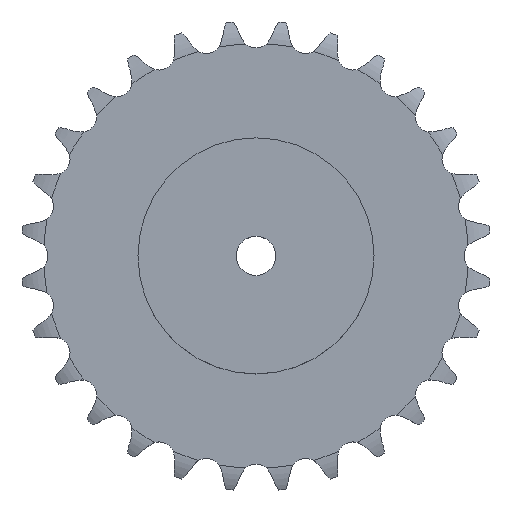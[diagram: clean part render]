
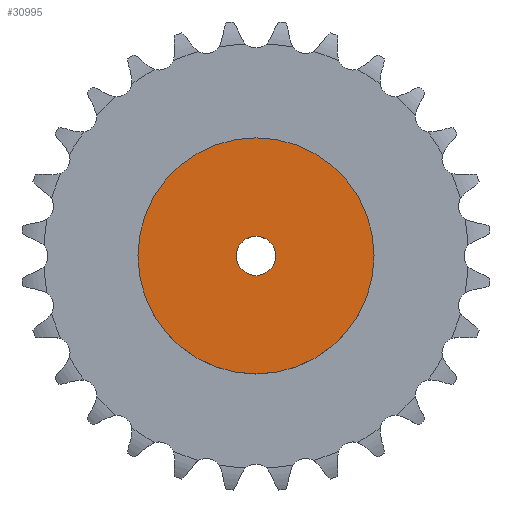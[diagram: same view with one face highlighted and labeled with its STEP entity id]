
A CAD part, top view. The second image highlights one B-rep face of the part: STEP entity #30995.
In plain terms, the highlighted planar face has unit normal (0, 0, 1).
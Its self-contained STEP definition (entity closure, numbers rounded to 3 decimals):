
#3705 = CYLINDRICAL_SURFACE('',#3706,75.);
#3706 = AXIS2_PLACEMENT_3D('',#3707,#3708,#3709);
#3707 = CARTESIAN_POINT('',(0.,0.,0.));
#3708 = DIRECTION('',(-0.,-0.,-1.));
#3709 = DIRECTION('',(1.,0.,0.));
#19514 = VERTEX_POINT('',#19515);
#19515 = CARTESIAN_POINT('',(75.,0.,55.));
#19536 = EDGE_CURVE('',#19514,#19514,#19537,.T.);
#19537 = SURFACE_CURVE('',#19538,(#19543,#19550),.PCURVE_S1.);
#19538 = CIRCLE('',#19539,75.);
#19539 = AXIS2_PLACEMENT_3D('',#19540,#19541,#19542);
#19540 = CARTESIAN_POINT('',(0.,0.,55.));
#19541 = DIRECTION('',(0.,0.,1.));
#19542 = DIRECTION('',(1.,0.,0.));
#19543 = PCURVE('',#3705,#19544);
#19544 = DEFINITIONAL_REPRESENTATION('',(#19545),#19549);
#19545 = LINE('',#19546,#19547);
#19546 = CARTESIAN_POINT('',(-0.,-55.));
#19547 = VECTOR('',#19548,1.);
#19548 = DIRECTION('',(-1.,0.));
#19549 = ( GEOMETRIC_REPRESENTATION_CONTEXT(2) 
PARAMETRIC_REPRESENTATION_CONTEXT() REPRESENTATION_CONTEXT('2D SPACE',''
  ) );
#19550 = PCURVE('',#19551,#19556);
#19551 = PLANE('',#19552);
#19552 = AXIS2_PLACEMENT_3D('',#19553,#19554,#19555);
#19553 = CARTESIAN_POINT('',(0.,0.,55.)
  );
#19554 = DIRECTION('',(0.,0.,1.));
#19555 = DIRECTION('',(1.,0.,0.));
#19556 = DEFINITIONAL_REPRESENTATION('',(#19557),#19561);
#19557 = CIRCLE('',#19558,75.);
#19558 = AXIS2_PLACEMENT_2D('',#19559,#19560);
#19559 = CARTESIAN_POINT('',(0.,0.));
#19560 = DIRECTION('',(1.,0.));
#19561 = ( GEOMETRIC_REPRESENTATION_CONTEXT(2) 
PARAMETRIC_REPRESENTATION_CONTEXT() REPRESENTATION_CONTEXT('2D SPACE',''
  ) );
#26421 = CYLINDRICAL_SURFACE('',#26422,12.5);
#26422 = AXIS2_PLACEMENT_3D('',#26423,#26424,#26425);
#26423 = CARTESIAN_POINT('',(0.,0.,453.82));
#26424 = DIRECTION('',(0.,0.,1.));
#26425 = DIRECTION('',(1.,0.,0.));
#30995 = ADVANCED_FACE('',(#30996,#30999),#19551,.T.);
#30996 = FACE_BOUND('',#30997,.T.);
#30997 = EDGE_LOOP('',(#30998));
#30998 = ORIENTED_EDGE('',*,*,#19536,.T.);
#30999 = FACE_BOUND('',#31000,.T.);
#31000 = EDGE_LOOP('',(#31001));
#31001 = ORIENTED_EDGE('',*,*,#31002,.F.);
#31002 = EDGE_CURVE('',#31003,#31003,#31005,.T.);
#31003 = VERTEX_POINT('',#31004);
#31004 = CARTESIAN_POINT('',(12.5,0.,55.));
#31005 = SURFACE_CURVE('',#31006,(#31011,#31018),.PCURVE_S1.);
#31006 = CIRCLE('',#31007,12.5);
#31007 = AXIS2_PLACEMENT_3D('',#31008,#31009,#31010);
#31008 = CARTESIAN_POINT('',(0.,0.,55.));
#31009 = DIRECTION('',(0.,0.,1.));
#31010 = DIRECTION('',(1.,0.,0.));
#31011 = PCURVE('',#19551,#31012);
#31012 = DEFINITIONAL_REPRESENTATION('',(#31013),#31017);
#31013 = CIRCLE('',#31014,12.5);
#31014 = AXIS2_PLACEMENT_2D('',#31015,#31016);
#31015 = CARTESIAN_POINT('',(0.,0.));
#31016 = DIRECTION('',(1.,0.));
#31017 = ( GEOMETRIC_REPRESENTATION_CONTEXT(2) 
PARAMETRIC_REPRESENTATION_CONTEXT() REPRESENTATION_CONTEXT('2D SPACE',''
  ) );
#31018 = PCURVE('',#26421,#31019);
#31019 = DEFINITIONAL_REPRESENTATION('',(#31020),#31024);
#31020 = LINE('',#31021,#31022);
#31021 = CARTESIAN_POINT('',(0.,-398.82));
#31022 = VECTOR('',#31023,1.);
#31023 = DIRECTION('',(1.,0.));
#31024 = ( GEOMETRIC_REPRESENTATION_CONTEXT(2) 
PARAMETRIC_REPRESENTATION_CONTEXT() REPRESENTATION_CONTEXT('2D SPACE',''
  ) );
